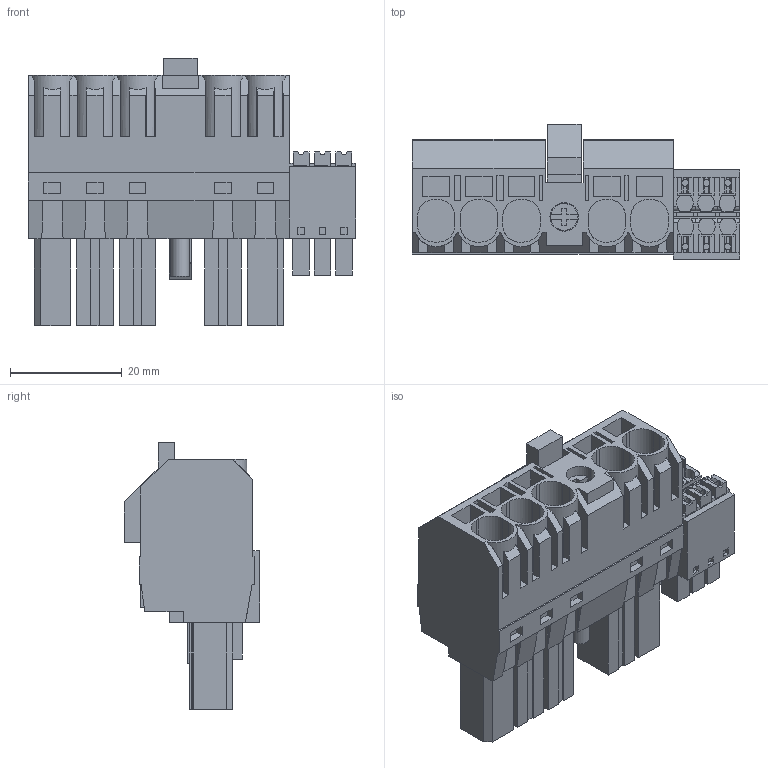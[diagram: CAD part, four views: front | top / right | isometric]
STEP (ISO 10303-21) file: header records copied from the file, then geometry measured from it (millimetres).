
FILE_DESCRIPTION(('CATIA V5 STEP Exchange','CAx-IF Rec.Pracs.--- Model Styling and Organization---1.4--- 2014-01-23'),'2;1');
FILE_NAME ('D1448295_1_1080720000_1080720000.stp','2023-09-07T12:49:31+00:00',('none'),('Weidmueller'),'CATIA Version 5-6 Release 2016 SP3 HF44','CATIA V5 STEP AP214','none');
FILE_SCHEMA(('AUTOMOTIVE_DESIGN { 1 0 10303 214 1 1 1 1 }'));
Length unit declared in the file: millimetre
Products named in the file (1): 1080720000
Bounding box: 58.46 x 24.13 x 47.7 mm (x, y, z)
Volume: 28467.8 mm3; surface area: 14887.6 mm2
Topology: 9 solids, 9 shells, 876 faces, 2446 edges, 1637 vertices
Faces by surface type: plane 787, cylinder 89
Entity records: 26613 total; most frequent: CARTESIAN_POINT 5285, ORIENTED_EDGE 4892, DIRECTION 3537, EDGE_CURVE 2446, VECTOR 2182, LINE 2182, VERTEX_POINT 1637, EDGE_LOOP 939
